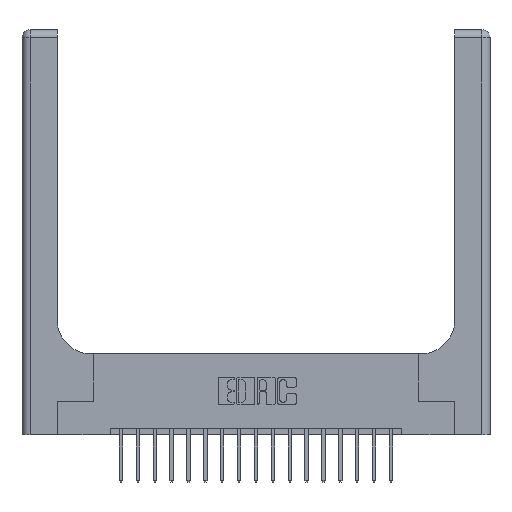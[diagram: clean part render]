
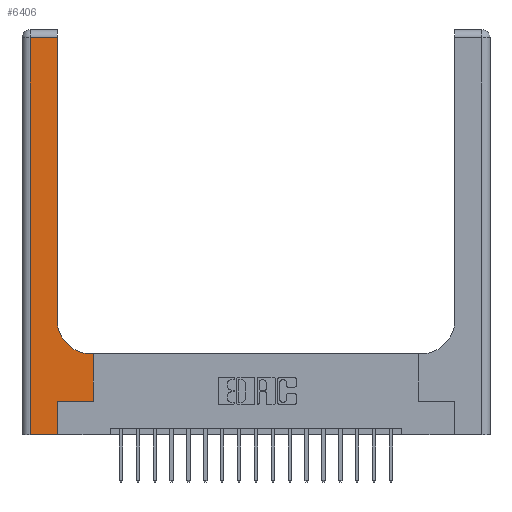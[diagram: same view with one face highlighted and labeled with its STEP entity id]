
A CAD part, top view. The second image highlights one B-rep face of the part: STEP entity #6406.
In plain terms, the highlighted planar face has unit normal (0, 0, 1).
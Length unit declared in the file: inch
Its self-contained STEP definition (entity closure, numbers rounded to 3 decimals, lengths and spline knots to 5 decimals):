
#185 = DIRECTION ( 'NONE',  ( 0., 0., -1. ) ) ;
#200 = CARTESIAN_POINT ( 'NONE',  ( 0., 0., 0.37 ) ) ;
#245 = CARTESIAN_POINT ( 'NONE',  ( 0., 2.94, 0.37 ) ) ;
#298 = DIRECTION ( 'NONE',  ( 1., 0., 0. ) ) ;
#400 = EDGE_CURVE ( 'NONE', #17244, #17464, #17495, .T. ) ;
#682 = CIRCLE ( 'NONE', #12051, 0.25 ) ;
#959 = ORIENTED_EDGE ( 'NONE', *, *, #4715, .T. ) ;
#1038 = EDGE_LOOP ( 'NONE', ( #5967, #11699, #7433, #10280, #18638, #959, #6798, #12951, #14078 ) ) ;
#1539 = LINE ( 'NONE', #12419, #18660 ) ;
#2358 = CARTESIAN_POINT ( 'NONE',  ( 0.265, 0., 0.37 ) ) ;
#2470 = EDGE_CURVE ( 'NONE', #9250, #9021, #5215, .T. ) ;
#2934 = AXIS2_PLACEMENT_3D ( 'NONE', #12372, #185, #9316 ) ;
#3129 = EDGE_CURVE ( 'NONE', #12397, #10068, #8018, .T. ) ;
#3156 = CARTESIAN_POINT ( 'NONE',  ( 0.26, 3., 0.37 ) ) ;
#3236 = VERTEX_POINT ( 'NONE', #11164 ) ;
#3845 = DIRECTION ( 'NONE',  ( 1., 0., 0. ) ) ;
#4468 = LINE ( 'NONE', #16560, #10501 ) ;
#4715 = EDGE_CURVE ( 'NONE', #9021, #9619, #19725, .T. ) ;
#5205 = CARTESIAN_POINT ( 'NONE',  ( 0.06, 3., 0.37 ) ) ;
#5215 = LINE ( 'NONE', #2358, #15464 ) ;
#5618 = CARTESIAN_POINT ( 'NONE',  ( 0.265, 0.25, 0.37 ) ) ;
#5886 = DIRECTION ( 'NONE',  ( 1., 0., 0. ) ) ;
#5967 = ORIENTED_EDGE ( 'NONE', *, *, #3129, .T. ) ;
#6093 = PLANE ( 'NONE',  #2934 ) ;
#6225 = CARTESIAN_POINT ( 'NONE',  ( 0.265, 0., 0.37 ) ) ;
#6406 = ADVANCED_FACE ( 'NONE', ( #14110 ), #6093, .F. ) ;
#6798 = ORIENTED_EDGE ( 'NONE', *, *, #7636, .T. ) ;
#7056 = VERTEX_POINT ( 'NONE', #11414 ) ;
#7433 = ORIENTED_EDGE ( 'NONE', *, *, #400, .T. ) ;
#7556 = DIRECTION ( 'NONE',  ( -1., 0., 0. ) ) ;
#7636 = EDGE_CURVE ( 'NONE', #9619, #7056, #4468, .T. ) ;
#8018 = LINE ( 'NONE', #3156, #18746 ) ;
#8875 = EDGE_CURVE ( 'NONE', #10068, #17244, #12928, .T. ) ;
#9021 = VERTEX_POINT ( 'NONE', #5618 ) ;
#9250 = VERTEX_POINT ( 'NONE', #6225 ) ;
#9316 = DIRECTION ( 'NONE',  ( -1., 0., 0. ) ) ;
#9470 = VECTOR ( 'NONE', #298, 39.37008 ) ;
#9619 = VERTEX_POINT ( 'NONE', #10277 ) ;
#9820 = LINE ( 'NONE', #200, #9470 ) ;
#10068 = VERTEX_POINT ( 'NONE', #18502 ) ;
#10277 = CARTESIAN_POINT ( 'NONE',  ( 0.528, 0.25, 0.37 ) ) ;
#10280 = ORIENTED_EDGE ( 'NONE', *, *, #16908, .T. ) ;
#10342 = CARTESIAN_POINT ( 'NONE',  ( 0.265, 0.25, 0.37 ) ) ;
#10501 = VECTOR ( 'NONE', #14847, 39.37008 ) ;
#11164 = CARTESIAN_POINT ( 'NONE',  ( 0.51, 0.6, 0.37 ) ) ;
#11274 = VECTOR ( 'NONE', #12736, 39.37008 ) ;
#11414 = CARTESIAN_POINT ( 'NONE',  ( 0.528, 0.6, 0.37 ) ) ;
#11699 = ORIENTED_EDGE ( 'NONE', *, *, #8875, .T. ) ;
#12051 = AXIS2_PLACEMENT_3D ( 'NONE', #17087, #16143, #3845 ) ;
#12285 = DIRECTION ( 'NONE',  ( 0., 1., 0. ) ) ;
#12372 = CARTESIAN_POINT ( 'NONE',  ( 0., 3., 0.37 ) ) ;
#12397 = VERTEX_POINT ( 'NONE', #15900 ) ;
#12419 = CARTESIAN_POINT ( 'NONE',  ( 0.26, 0.6, 0.37 ) ) ;
#12736 = DIRECTION ( 'NONE',  ( -1., 0., 0. ) ) ;
#12928 = LINE ( 'NONE', #245, #11274 ) ;
#12951 = ORIENTED_EDGE ( 'NONE', *, *, #19492, .T. ) ;
#13342 = DIRECTION ( 'NONE',  ( 0., 1., 0. ) ) ;
#13977 = EDGE_CURVE ( 'NONE', #3236, #12397, #682, .T. ) ;
#14078 = ORIENTED_EDGE ( 'NONE', *, *, #13977, .T. ) ;
#14110 = FACE_OUTER_BOUND ( 'NONE', #1038, .T. ) ;
#14847 = DIRECTION ( 'NONE',  ( 0., 1., 0. ) ) ;
#15464 = VECTOR ( 'NONE', #13342, 39.37008 ) ;
#15900 = CARTESIAN_POINT ( 'NONE',  ( 0.26, 0.85, 0.37 ) ) ;
#15990 = DIRECTION ( 'NONE',  ( 0., -1., 0. ) ) ;
#16143 = DIRECTION ( 'NONE',  ( 0., 0., -1. ) ) ;
#16560 = CARTESIAN_POINT ( 'NONE',  ( 0.528, 0.25, 0.37 ) ) ;
#16908 = EDGE_CURVE ( 'NONE', #17464, #9250, #9820, .T. ) ;
#17087 = CARTESIAN_POINT ( 'NONE',  ( 0.51, 0.85, 0.37 ) ) ;
#17244 = VERTEX_POINT ( 'NONE', #20104 ) ;
#17464 = VERTEX_POINT ( 'NONE', #19179 ) ;
#17495 = LINE ( 'NONE', #5205, #18974 ) ;
#18502 = CARTESIAN_POINT ( 'NONE',  ( 0.26, 2.94, 0.37 ) ) ;
#18638 = ORIENTED_EDGE ( 'NONE', *, *, #2470, .T. ) ;
#18660 = VECTOR ( 'NONE', #7556, 39.37008 ) ;
#18746 = VECTOR ( 'NONE', #12285, 39.37008 ) ;
#18781 = VECTOR ( 'NONE', #5886, 39.37008 ) ;
#18974 = VECTOR ( 'NONE', #15990, 39.37008 ) ;
#19179 = CARTESIAN_POINT ( 'NONE',  ( 0.06, 0., 0.37 ) ) ;
#19492 = EDGE_CURVE ( 'NONE', #7056, #3236, #1539, .T. ) ;
#19725 = LINE ( 'NONE', #10342, #18781 ) ;
#20104 = CARTESIAN_POINT ( 'NONE',  ( 0.06, 2.94, 0.37 ) ) ;
